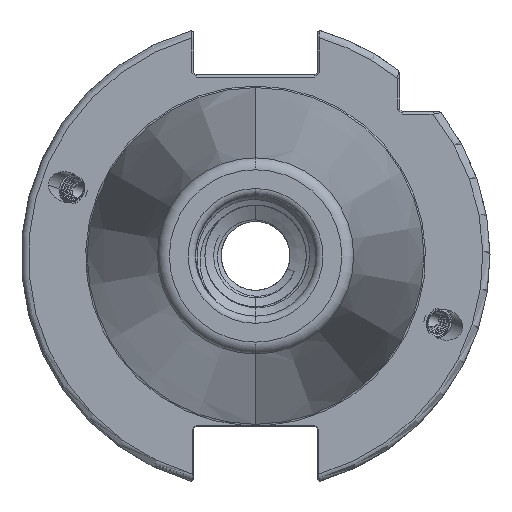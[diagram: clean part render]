
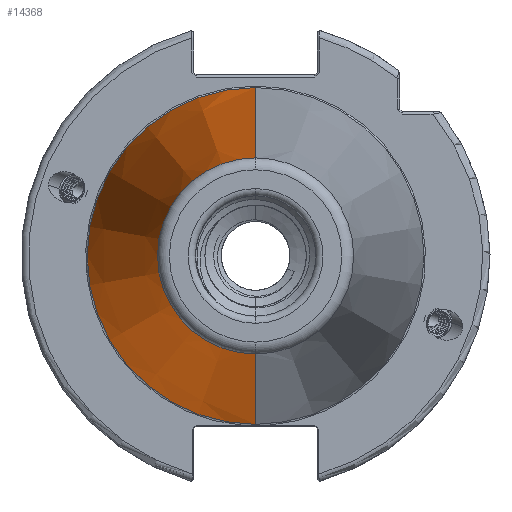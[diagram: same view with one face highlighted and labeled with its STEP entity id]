
A CAD part, left-side view. The second image highlights one B-rep face of the part: STEP entity #14368.
In plain terms, the highlighted conical face has half-angle 8.297 degrees and reference radius 35.392 mm.
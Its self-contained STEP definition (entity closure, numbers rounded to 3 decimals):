
#672 = CARTESIAN_POINT ( 'NONE',  ( 0., 0., -35.392 ) ) ;
#682 = DIRECTION ( 'NONE',  ( 0.99, 0., -0.144 ) ) ;
#2467 = ORIENTED_EDGE ( 'NONE', *, *, #13752, .T. ) ;
#2476 = ORIENTED_EDGE ( 'NONE', *, *, #13767, .F. ) ;
#2479 = ORIENTED_EDGE ( 'NONE', *, *, #13760, .T. ) ;
#2494 = ORIENTED_EDGE ( 'NONE', *, *, #13788, .F. ) ;
#3036 = AXIS2_PLACEMENT_3D ( 'NONE', #36002, #36013, #35971 ) ;
#3503 = AXIS2_PLACEMENT_3D ( 'NONE', #26819, #26823, #26828 ) ;
#3514 = AXIS2_PLACEMENT_3D ( 'NONE', #12866, #12868, #12892 ) ;
#3516 = AXIS2_PLACEMENT_3D ( 'NONE', #26859, #26872, #26873 ) ;
#12866 = CARTESIAN_POINT ( 'NONE',  ( -2.5, 0., 0. ) ) ;
#12868 = DIRECTION ( 'NONE',  ( 1., 0., 0. ) ) ;
#12892 = DIRECTION ( 'NONE',  ( 0., 1., 0. ) ) ;
#13752 = EDGE_CURVE ( 'NONE', #15109, #15129, #24058, .T. ) ;
#13760 = EDGE_CURVE ( 'NONE', #15129, #15123, #24047, .T. ) ;
#13767 = EDGE_CURVE ( 'NONE', #15115, #15123, #24088, .T. ) ;
#13788 = EDGE_CURVE ( 'NONE', #15120, #15115, #24091, .T. ) ;
#13863 = EDGE_CURVE ( 'NONE', #15109, #15120, #24140, .T. ) ;
#14368 = ADVANCED_FACE ( 'NONE', ( #21473 ), #21487, .T. ) ;
#15109 = VERTEX_POINT ( 'NONE', #29925 ) ;
#15115 = VERTEX_POINT ( 'NONE', #29943 ) ;
#15120 = VERTEX_POINT ( 'NONE', #29931 ) ;
#15123 = VERTEX_POINT ( 'NONE', #29944 ) ;
#15129 = VERTEX_POINT ( 'NONE', #29933 ) ;
#21473 = FACE_OUTER_BOUND ( 'NONE', #33303, .T. ) ;
#21487 = CONICAL_SURFACE ( 'NONE', #3036, 35.392, 0.145 ) ;
#24047 = LINE ( 'NONE', #26787, #24054 ) ;
#24054 = VECTOR ( 'NONE', #26808, 1000. ) ;
#24058 = CIRCLE ( 'NONE', #3503, 20.399 ) ;
#24088 = CIRCLE ( 'NONE', #3516, 35.027 ) ;
#24091 = CIRCLE ( 'NONE', #3514, 35.027 ) ;
#24133 = VECTOR ( 'NONE', #682, 1000. ) ;
#24140 = LINE ( 'NONE', #672, #24133 ) ;
#26787 = CARTESIAN_POINT ( 'NONE',  ( 0., 0., 35.392 ) ) ;
#26808 = DIRECTION ( 'NONE',  ( 0.99, 0., 0.144 ) ) ;
#26819 = CARTESIAN_POINT ( 'NONE',  ( -102.811, 0., 0. ) ) ;
#26823 = DIRECTION ( 'NONE',  ( 1., 0., 0. ) ) ;
#26828 = DIRECTION ( 'NONE',  ( 0., 0., 1. ) ) ;
#26859 = CARTESIAN_POINT ( 'NONE',  ( -2.5, 0., 0. ) ) ;
#26872 = DIRECTION ( 'NONE',  ( 1., 0., 0. ) ) ;
#26873 = DIRECTION ( 'NONE',  ( 0., 1., 0. ) ) ;
#29925 = CARTESIAN_POINT ( 'NONE',  ( -102.811, 0., -20.399 ) ) ;
#29931 = CARTESIAN_POINT ( 'NONE',  ( -2.5, 0., -35.027 ) ) ;
#29933 = CARTESIAN_POINT ( 'NONE',  ( -102.811, 0., 20.399 ) ) ;
#29943 = CARTESIAN_POINT ( 'NONE',  ( -2.5, 35.027, 0. ) ) ;
#29944 = CARTESIAN_POINT ( 'NONE',  ( -2.5, 0., 35.027 ) ) ;
#32001 = ORIENTED_EDGE ( 'NONE', *, *, #13863, .F. ) ;
#33303 = EDGE_LOOP ( 'NONE', ( #2467, #2479, #2476, #2494, #32001 ) ) ;
#35971 = DIRECTION ( 'NONE',  ( 0., 0., -1. ) ) ;
#36002 = CARTESIAN_POINT ( 'NONE',  ( 0., 0., 0. ) ) ;
#36013 = DIRECTION ( 'NONE',  ( 1., 0., 0. ) ) ;
